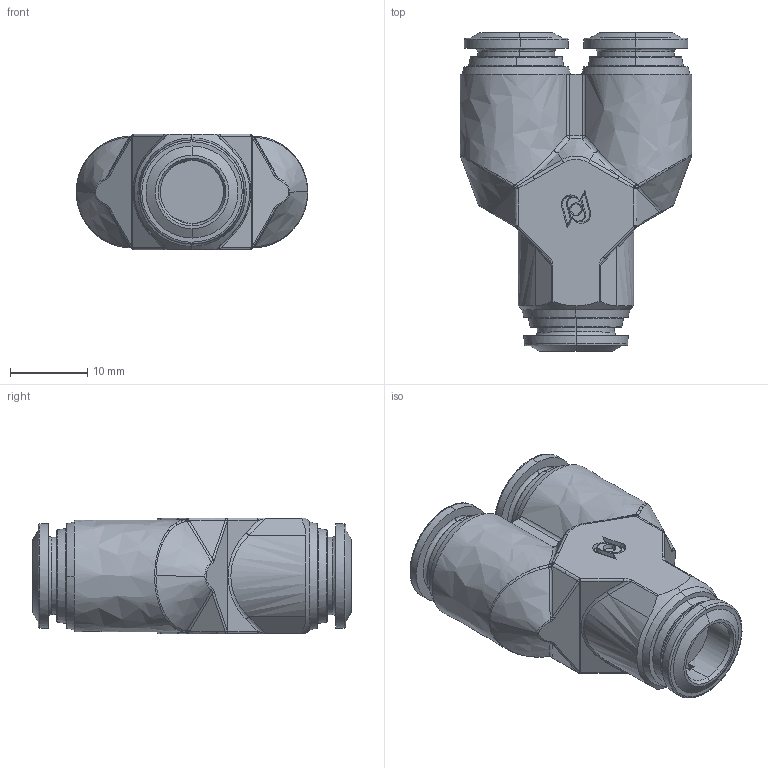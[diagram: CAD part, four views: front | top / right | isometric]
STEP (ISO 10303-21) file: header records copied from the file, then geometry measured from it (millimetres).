
FILE_DESCRIPTION (( 'STEP AP214' ), '1' );
FILE_NAME ('PY08_ME.STEP', '2018-09-06T14:01:45', ( '' ), ( '' ), 'SwSTEP 2.0', 'SolidWorks 2018', '' );
FILE_SCHEMA (( 'AUTOMOTIVE_DESIGN' ));
Length unit declared in the file: millimetre
Products named in the file (1): PY08_ME
Bounding box: 30 x 41.3 x 15 mm (x, y, z)
Volume: 9818.2 mm3; surface area: 4115.8 mm2
Topology: 1 solids, 1 shells, 307 faces, 743 edges, 445 vertices
Faces by surface type: bspline 307
Entity records: 14904 total; most frequent: CARTESIAN_POINT 10621, ORIENTED_EDGE 1466, EDGE_CURVE 733, B_SPLINE_CURVE_WITH_KNOTS 536, VERTEX_POINT 445, EDGE_LOOP 336, ADVANCED_FACE 307, FACE_OUTER_BOUND 307
